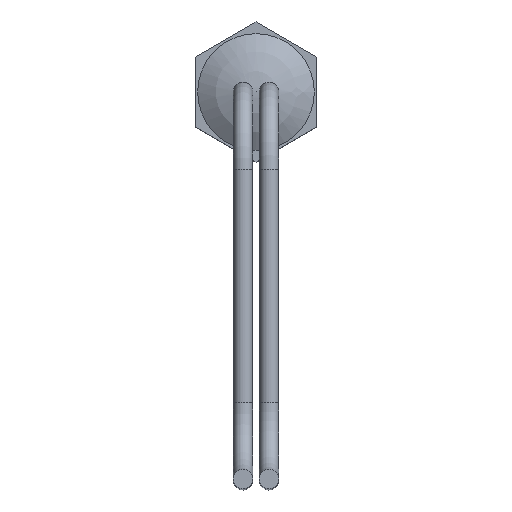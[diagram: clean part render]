
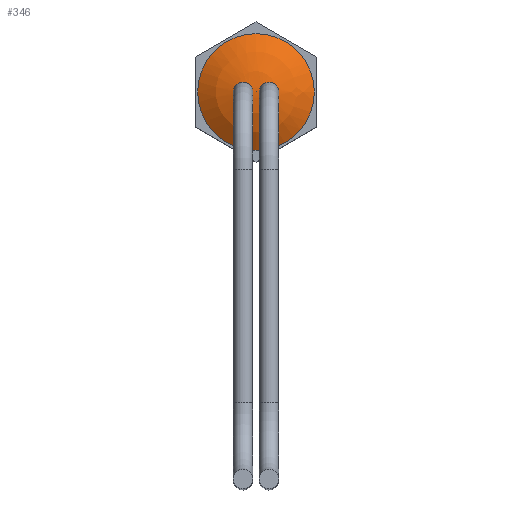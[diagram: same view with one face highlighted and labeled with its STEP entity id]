
A CAD part, top view. The second image highlights one B-rep face of the part: STEP entity #346.
In plain terms, the highlighted spherical face has radius 3.75 mm.
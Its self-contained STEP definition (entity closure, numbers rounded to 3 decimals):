
#51=SPHERICAL_SURFACE('',#384,3.75);
#78=FACE_BOUND('',#137,.T.);
#79=FACE_BOUND('',#138,.T.);
#86=B_SPLINE_CURVE_WITH_KNOTS('',3,(#513,#514,#515,#516,#517,#518,#519,
#520,#521,#522,#523,#524,#525,#526,#527,#528,#529,#530,#531,#532,#533,#534,
#535,#536,#537,#538,#539,#540,#541,#542,#543,#544,#545,#546),
 .UNSPECIFIED.,.T.,.F.,(4,2,2,2,2,2,2,2,2,2,2,2,2,2,2,2,4),(0.,0.014,
0.028,0.043,0.057,0.071,
0.085,0.099,0.114,0.128,
0.142,0.156,0.17,0.185,
0.199,0.213,0.227),.UNSPECIFIED.);
#87=B_SPLINE_CURVE_WITH_KNOTS('',3,(#564,#565,#566,#567,#568,#569,#570,
#571,#572,#573,#574,#575,#576,#577,#578,#579,#580,#581,#582,#583,#584,#585,
#586,#587,#588,#589,#590,#591,#592,#593,#594,#595,#596,#597),
 .UNSPECIFIED.,.T.,.F.,(4,2,2,2,2,2,2,2,2,2,2,2,2,2,2,2,4),(0.,0.014,
0.028,0.043,0.057,0.071,
0.085,0.099,0.114,0.128,
0.142,0.156,0.17,0.185,
0.199,0.213,0.227),.UNSPECIFIED.);
#100=FACE_OUTER_BOUND('',#136,.T.);
#136=EDGE_LOOP('',(#262));
#137=EDGE_LOOP('',(#263));
#138=EDGE_LOOP('',(#264));
#168=CIRCLE('',#385,2.25);
#175=VERTEX_POINT('',#512);
#181=VERTEX_POINT('',#563);
#186=VERTEX_POINT('',#612);
#205=EDGE_CURVE('',#175,#175,#86,.T.);
#211=EDGE_CURVE('',#181,#181,#87,.T.);
#216=EDGE_CURVE('',#186,#186,#168,.T.);
#262=ORIENTED_EDGE('',*,*,#216,.F.);
#263=ORIENTED_EDGE('',*,*,#205,.T.);
#264=ORIENTED_EDGE('',*,*,#211,.T.);
#346=ADVANCED_FACE('',(#100,#78,#79),#51,.T.);
#384=AXIS2_PLACEMENT_3D('',#611,#450,#451);
#385=AXIS2_PLACEMENT_3D('',#613,#452,#453);
#450=DIRECTION('center_axis',(0.,0.,1.));
#451=DIRECTION('ref_axis',(1.,0.,0.));
#452=DIRECTION('center_axis',(0.,0.,-1.));
#453=DIRECTION('ref_axis',(0.,1.,0.));
#512=CARTESIAN_POINT('',(0.875,0.,4.646));
#513=CARTESIAN_POINT('Ctrl Pts',(0.875,0.,4.646));
#514=CARTESIAN_POINT('Ctrl Pts',(0.875,-0.047,4.646));
#515=CARTESIAN_POINT('Ctrl Pts',(0.866,-0.097,
4.648));
#516=CARTESIAN_POINT('Ctrl Pts',(0.827,-0.189,4.653));
#517=CARTESIAN_POINT('Ctrl Pts',(0.799,-0.232,4.657));
#518=CARTESIAN_POINT('Ctrl Pts',(0.732,-0.298,4.666));
#519=CARTESIAN_POINT('Ctrl Pts',(0.69,-0.327,4.672));
#520=CARTESIAN_POINT('Ctrl Pts',(0.597,-0.366,4.684));
#521=CARTESIAN_POINT('Ctrl Pts',(0.547,-0.375,4.691));
#522=CARTESIAN_POINT('Ctrl Pts',(0.453,-0.375,4.704));
#523=CARTESIAN_POINT('Ctrl Pts',(0.403,-0.366,4.711));
#524=CARTESIAN_POINT('Ctrl Pts',(0.31,-0.327,4.723));
#525=CARTESIAN_POINT('Ctrl Pts',(0.268,-0.298,4.729));
#526=CARTESIAN_POINT('Ctrl Pts',(0.201,-0.232,4.738));
#527=CARTESIAN_POINT('Ctrl Pts',(0.173,-0.189,4.742));
#528=CARTESIAN_POINT('Ctrl Pts',(0.134,-0.097,
4.747));
#529=CARTESIAN_POINT('Ctrl Pts',(0.125,-0.047,4.748));
#530=CARTESIAN_POINT('Ctrl Pts',(0.125,0.047,4.748));
#531=CARTESIAN_POINT('Ctrl Pts',(0.134,0.097,4.747));
#532=CARTESIAN_POINT('Ctrl Pts',(0.173,0.189,4.742));
#533=CARTESIAN_POINT('Ctrl Pts',(0.201,0.232,4.738));
#534=CARTESIAN_POINT('Ctrl Pts',(0.268,0.298,4.729));
#535=CARTESIAN_POINT('Ctrl Pts',(0.31,0.327,4.723));
#536=CARTESIAN_POINT('Ctrl Pts',(0.403,0.366,4.711));
#537=CARTESIAN_POINT('Ctrl Pts',(0.453,0.375,4.704));
#538=CARTESIAN_POINT('Ctrl Pts',(0.547,0.375,4.691));
#539=CARTESIAN_POINT('Ctrl Pts',(0.597,0.366,4.684));
#540=CARTESIAN_POINT('Ctrl Pts',(0.69,0.327,4.672));
#541=CARTESIAN_POINT('Ctrl Pts',(0.732,0.298,4.666));
#542=CARTESIAN_POINT('Ctrl Pts',(0.799,0.232,4.657));
#543=CARTESIAN_POINT('Ctrl Pts',(0.827,0.189,4.653));
#544=CARTESIAN_POINT('Ctrl Pts',(0.866,0.097,4.648));
#545=CARTESIAN_POINT('Ctrl Pts',(0.875,0.047,4.646));
#546=CARTESIAN_POINT('Ctrl Pts',(0.875,0.,4.646));
#563=CARTESIAN_POINT('',(-0.875,0.,4.646));
#564=CARTESIAN_POINT('Ctrl Pts',(-0.875,0.,4.646));
#565=CARTESIAN_POINT('Ctrl Pts',(-0.875,0.047,4.646));
#566=CARTESIAN_POINT('Ctrl Pts',(-0.866,0.097,
4.648));
#567=CARTESIAN_POINT('Ctrl Pts',(-0.827,0.189,4.653));
#568=CARTESIAN_POINT('Ctrl Pts',(-0.799,0.232,4.657));
#569=CARTESIAN_POINT('Ctrl Pts',(-0.732,0.298,4.666));
#570=CARTESIAN_POINT('Ctrl Pts',(-0.69,0.327,4.672));
#571=CARTESIAN_POINT('Ctrl Pts',(-0.597,0.366,4.684));
#572=CARTESIAN_POINT('Ctrl Pts',(-0.547,0.375,4.691));
#573=CARTESIAN_POINT('Ctrl Pts',(-0.453,0.375,4.704));
#574=CARTESIAN_POINT('Ctrl Pts',(-0.403,0.366,4.711));
#575=CARTESIAN_POINT('Ctrl Pts',(-0.31,0.327,4.723));
#576=CARTESIAN_POINT('Ctrl Pts',(-0.268,0.298,4.729));
#577=CARTESIAN_POINT('Ctrl Pts',(-0.201,0.232,4.738));
#578=CARTESIAN_POINT('Ctrl Pts',(-0.173,0.189,4.742));
#579=CARTESIAN_POINT('Ctrl Pts',(-0.134,0.097,
4.747));
#580=CARTESIAN_POINT('Ctrl Pts',(-0.125,0.047,4.748));
#581=CARTESIAN_POINT('Ctrl Pts',(-0.125,-0.047,4.748));
#582=CARTESIAN_POINT('Ctrl Pts',(-0.134,-0.097,
4.747));
#583=CARTESIAN_POINT('Ctrl Pts',(-0.173,-0.189,
4.742));
#584=CARTESIAN_POINT('Ctrl Pts',(-0.201,-0.232,
4.738));
#585=CARTESIAN_POINT('Ctrl Pts',(-0.268,-0.298,
4.729));
#586=CARTESIAN_POINT('Ctrl Pts',(-0.31,-0.327,
4.723));
#587=CARTESIAN_POINT('Ctrl Pts',(-0.403,-0.366,
4.711));
#588=CARTESIAN_POINT('Ctrl Pts',(-0.453,-0.375,4.704));
#589=CARTESIAN_POINT('Ctrl Pts',(-0.547,-0.375,
4.691));
#590=CARTESIAN_POINT('Ctrl Pts',(-0.597,-0.366,4.684));
#591=CARTESIAN_POINT('Ctrl Pts',(-0.69,-0.327,
4.672));
#592=CARTESIAN_POINT('Ctrl Pts',(-0.732,-0.298,4.666));
#593=CARTESIAN_POINT('Ctrl Pts',(-0.799,-0.232,
4.657));
#594=CARTESIAN_POINT('Ctrl Pts',(-0.827,-0.189,
4.653));
#595=CARTESIAN_POINT('Ctrl Pts',(-0.866,-0.097,
4.648));
#596=CARTESIAN_POINT('Ctrl Pts',(-0.875,-0.047,4.646));
#597=CARTESIAN_POINT('Ctrl Pts',(-0.875,0.,4.646));
#611=CARTESIAN_POINT('Origin',(0.,0.,1.));
#612=CARTESIAN_POINT('',(0.,2.25,4.));
#613=CARTESIAN_POINT('Origin',(0.,0.,4.));
